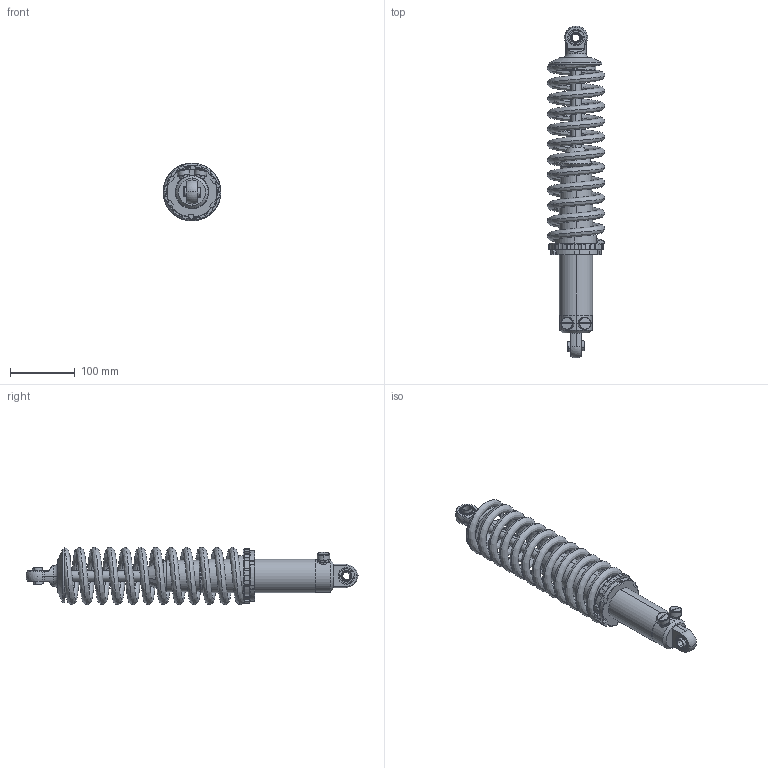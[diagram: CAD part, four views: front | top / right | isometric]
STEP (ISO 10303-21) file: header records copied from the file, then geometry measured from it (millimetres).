
FILE_DESCRIPTION (( 'STEP AP214' ), '1' );
FILE_NAME ('DD601 Assembly.STEP', '2017-02-17T11:15:26', ( '' ), ( '' ), 'SwSTEP 2.0', 'SolidWorks 2015', '' );
FILE_SCHEMA (( 'AUTOMOTIVE_DESIGN' ));
Length unit declared in the file: inch
Products named in the file (15): DD601 Spring Top Perch; DD601 Bearing Case; DD601 Rod; DD601 Body; DD601 Bearing Core; DD601 Bearing Circlip; DD601 Spring Dynamic; DD601 Spring Stop Lock; DD601 Spring Washer; DD601 Assembly; DD601 Spring Aid; DD601 Rod End O-Ring; DD601 Spring Stop; DD601 Rod End Nut; DD601 Rod End Fitting
Assembly tree (19 placements, depth 2):
  DD601 Assembly
    DD601 Body
    DD601 Spring Stop
    DD601 Rod End Fitting
    DD601 Spring Aid
    DD601 Spring Dynamic
    DD601 Bearing Case  x2
    DD601 Bearing Core  x2
    DD601 Bearing Circlip  x4
    DD601 Spring Washer
    DD601 Rod End Nut
    DD601 Rod End O-Ring
    DD601 Rod
    DD601 Spring Stop Lock
    DD601 Spring Top Perch
Bounding box: 88.9 x 512.29 x 88.9 mm (x, y, z)
Volume: 1073654.9 mm3; surface area: 249816 mm2
Topology: 23 solids, 23 shells, 651 faces, 1669 edges, 1060 vertices
Faces by surface type: cylinder 304, plane 157, torus 101, cone 39, bspline 38, sphere 12
Entity records: 23601 total; most frequent: CARTESIAN_POINT 9162, DIRECTION 2855, ORIENTED_EDGE 2644, EDGE_CURVE 1322, AXIS2_PLACEMENT_3D 1196, VERTEX_POINT 843, CIRCLE 675, EDGE_LOOP 583
